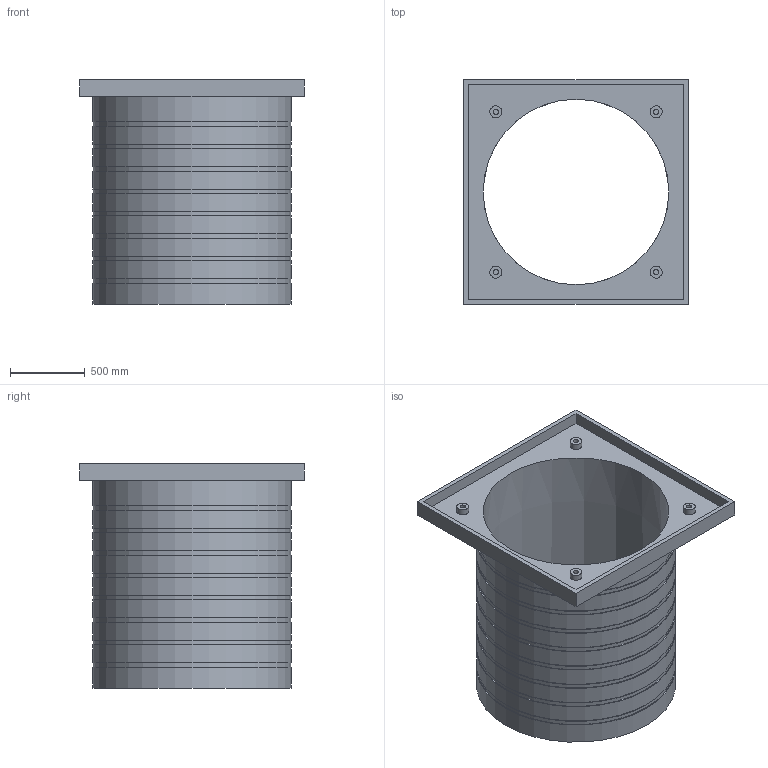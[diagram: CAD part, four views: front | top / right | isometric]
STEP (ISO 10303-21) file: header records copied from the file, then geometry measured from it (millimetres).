
FILE_DESCRIPTION(/* description */ (''),/* implementation_level */ '2;1');
FILE_NAME(/* name */ '16290.100X_3D.stp',/* time_stamp */ '2024-12-12T07:23:04+01:00',/* author */ ('CAD'),/* organization */ (''),/* preprocessor_version */ 'ST-DEVELOPER v20',/* originating_system */ 'AutoCAD Mechanical',/* authorisation */ '');
FILE_SCHEMA (('AUTOMOTIVE_DESIGN { 1 0 10303 214 3 1 1 }'));
Length unit declared in the file: centimetre
Products named in the file (2): Product; *S0
Assembly tree (1 placements, depth 2):
  Product
    *S0
Bounding box: 1500 x 1500 x 1500 mm (x, y, z)
Volume: 222797148.6 mm3; surface area: 14950347.2 mm2
Topology: 1 solids, 1 shells, 62 faces, 103 edges, 70 vertices
Faces by surface type: plane 36, cylinder 25, cone 1
Full cylindrical faces by diameter (mm): 35 x4, 80 x4, 1320 x8, 1330 x9
Entity records: 1531 total; most frequent: DIRECTION 285, CARTESIAN_POINT 238, ORIENTED_EDGE 204, AXIS2_PLACEMENT_3D 117, EDGE_CURVE 102, EDGE_LOOP 90, VERTEX_POINT 68, FACE_OUTER_BOUND 62
